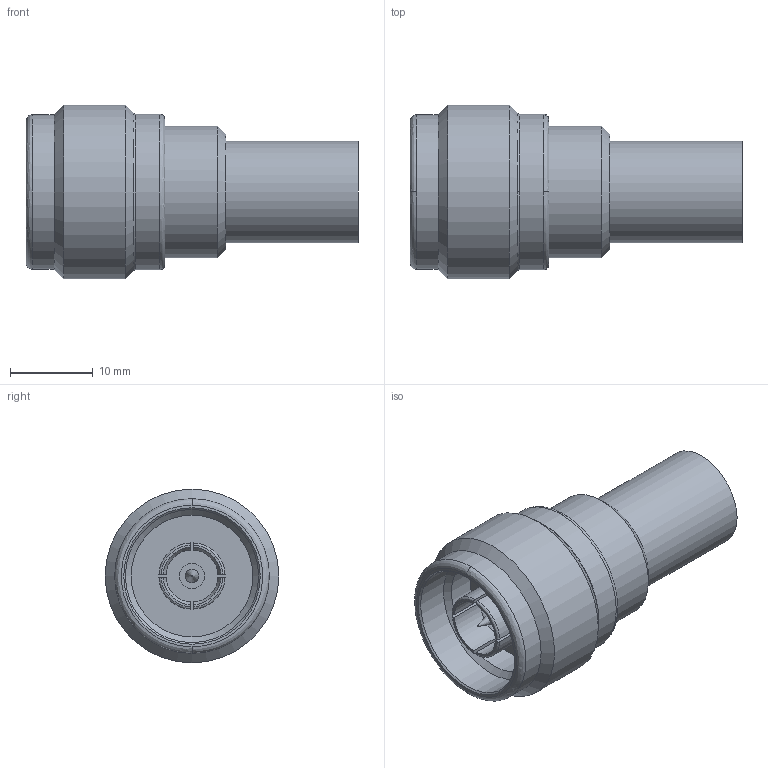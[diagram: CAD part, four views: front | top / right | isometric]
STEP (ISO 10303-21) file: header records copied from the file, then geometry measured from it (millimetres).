
FILE_DESCRIPTION (( 'STEP AP203' ), '1' );
FILE_NAME ('R161.075.000S.STEP', '2012-05-17T07:01:23', ( '' ), ( '' ), 'SwSTEP 2.0', 'SolidWorks 2011', '' );
FILE_SCHEMA (( 'CONFIG_CONTROL_DESIGN' ));
Length unit declared in the file: millimetre
Products named in the file (1): R161.075.000S
Bounding box: 40.15 x 21 x 21 mm (x, y, z)
Volume: 6061.4 mm3; surface area: 3875.2 mm2
Topology: 1 solids, 1 shells, 90 faces, 222 edges, 146 vertices
Faces by surface type: cylinder 31, bspline 26, plane 22, cone 11
Full cylindrical faces by diameter (mm): 1.65 x1, 3.03 x1, 7.46 x1, 9.25 x1, 11.05 x1, 12.25 x1, 14.73 x1, 15.9 x1, 16.1 x1, 18.7 x1, 21 x1
Entity records: 2995 total; most frequent: CARTESIAN_POINT 1075, ORIENTED_EDGE 380, DIRECTION 350, EDGE_CURVE 190, AXIS2_PLACEMENT_3D 147, VERTEX_POINT 136, EDGE_LOOP 124, FACE_OUTER_BOUND 101
